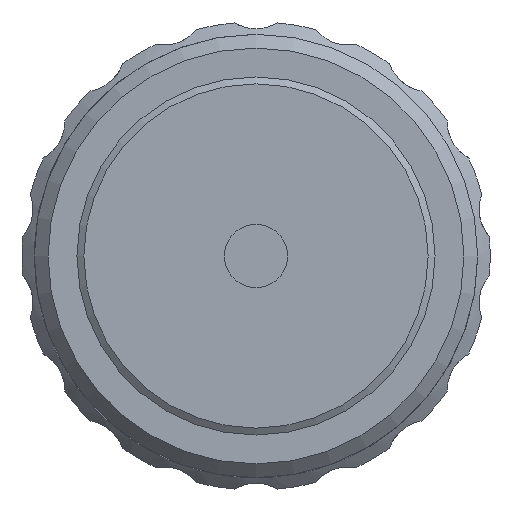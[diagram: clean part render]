
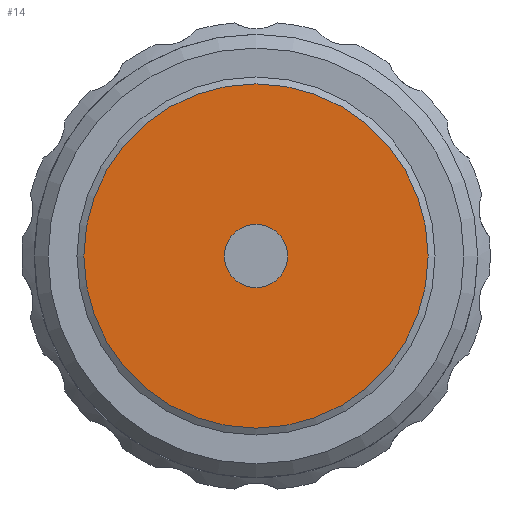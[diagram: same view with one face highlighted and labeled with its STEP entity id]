
A CAD part, left-side view. The second image highlights one B-rep face of the part: STEP entity #14.
In plain terms, the highlighted planar face has unit normal (-1, 0, 0).
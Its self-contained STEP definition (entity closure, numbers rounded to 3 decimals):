
#14 = ADVANCED_FACE ( 'NONE', ( #28, #1011 ), #849, .T. ) ;
#28 = FACE_OUTER_BOUND ( 'NONE', #456, .T. ) ;
#179 = AXIS2_PLACEMENT_3D ( 'NONE', #1476, #667, #508 ) ;
#248 = VERTEX_POINT ( 'NONE', #700 ) ;
#288 = DIRECTION ( 'NONE',  ( 1., 0., 0. ) ) ;
#455 = DIRECTION ( 'NONE',  ( 0., 0., 1. ) ) ;
#456 = EDGE_LOOP ( 'NONE', ( #685 ) ) ;
#508 = DIRECTION ( 'NONE',  ( 0., 0., 1. ) ) ;
#525 = CIRCLE ( 'NONE', #1277, 2.3 ) ;
#667 = DIRECTION ( 'NONE',  ( 1., 0., 0. ) ) ;
#685 = ORIENTED_EDGE ( 'NONE', *, *, #2004, .F. ) ;
#700 = CARTESIAN_POINT ( 'NONE',  ( -9.553, 46.021, 12.5 ) ) ;
#732 = VERTEX_POINT ( 'NONE', #845 ) ;
#845 = CARTESIAN_POINT ( 'NONE',  ( -9.553, 46.021, 2.3 ) ) ;
#849 = PLANE ( 'NONE',  #1510 ) ;
#921 = ORIENTED_EDGE ( 'NONE', *, *, #1823, .T. ) ;
#1011 = FACE_BOUND ( 'NONE', #1568, .T. ) ;
#1277 = AXIS2_PLACEMENT_3D ( 'NONE', #1918, #288, #455 ) ;
#1476 = CARTESIAN_POINT ( 'NONE',  ( -9.553, 46.021, 0. ) ) ;
#1510 = AXIS2_PLACEMENT_3D ( 'NONE', #1662, #1641, #1816 ) ;
#1532 = CIRCLE ( 'NONE', #179, 12.5 ) ;
#1568 = EDGE_LOOP ( 'NONE', ( #921 ) ) ;
#1641 = DIRECTION ( 'NONE',  ( -1., 0., 0. ) ) ;
#1662 = CARTESIAN_POINT ( 'NONE',  ( -9.553, 57.871, 0. ) ) ;
#1816 = DIRECTION ( 'NONE',  ( 0., 0., 1. ) ) ;
#1823 = EDGE_CURVE ( 'NONE', #732, #732, #525, .T. ) ;
#1918 = CARTESIAN_POINT ( 'NONE',  ( -9.553, 46.021, 0. ) ) ;
#2004 = EDGE_CURVE ( 'NONE', #248, #248, #1532, .T. ) ;
